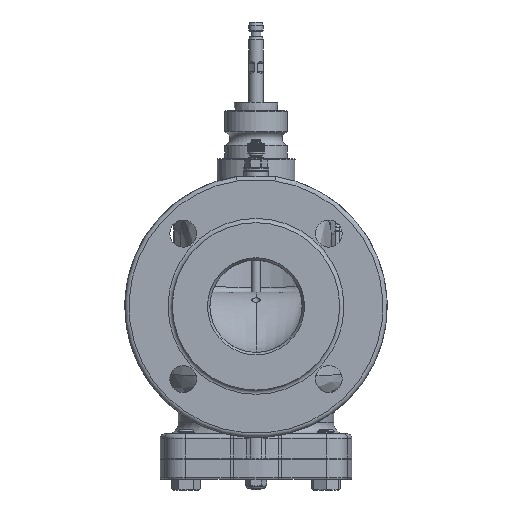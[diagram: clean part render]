
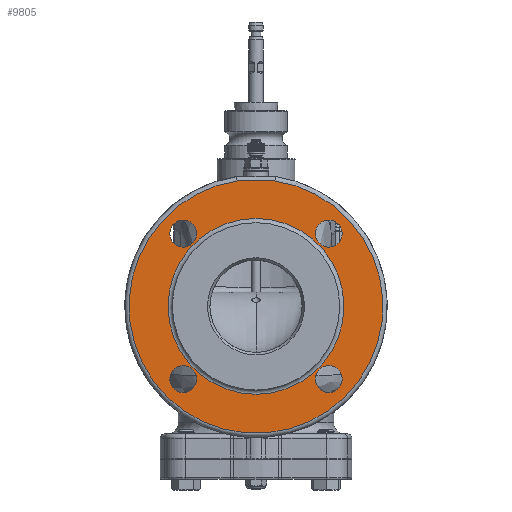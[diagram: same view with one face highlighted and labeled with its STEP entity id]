
A CAD part, front view. The second image highlights one B-rep face of the part: STEP entity #9805.
In plain terms, the highlighted planar face has unit normal (0, -1, 0).
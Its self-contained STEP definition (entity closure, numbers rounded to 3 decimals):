
#903=PLANE('',#42917);
#2673=LINE('',#82823,#4856);
#4856=VECTOR('',#47241,1.);
#9805=ADVANCED_FACE('',(#14945,#14946,#14947,#14948,#14949,#14950),#903,
 .F.);
#14945=FACE_BOUND('',#15794,.T.);
#14946=FACE_BOUND('',#15795,.T.);
#14947=FACE_BOUND('',#15796,.T.);
#14948=FACE_BOUND('',#15797,.T.);
#14949=FACE_BOUND('',#15798,.T.);
#14950=FACE_BOUND('',#15799,.T.);
#15794=EDGE_LOOP('',(#19622));
#15795=EDGE_LOOP('',(#19623));
#15796=EDGE_LOOP('',(#19624));
#15797=EDGE_LOOP('',(#19625));
#15798=EDGE_LOOP('',(#19626));
#15799=EDGE_LOOP('',(#19627,#19628));
#19622=ORIENTED_EDGE('',*,*,#35464,.F.);
#19623=ORIENTED_EDGE('',*,*,#35465,.F.);
#19624=ORIENTED_EDGE('',*,*,#35466,.F.);
#19625=ORIENTED_EDGE('',*,*,#35467,.F.);
#19626=ORIENTED_EDGE('',*,*,#35468,.T.);
#19627=ORIENTED_EDGE('',*,*,#35469,.T.);
#19628=ORIENTED_EDGE('',*,*,#35470,.T.);
#31535=VERTEX_POINT('',#82814);
#31536=VERTEX_POINT('',#82816);
#31537=VERTEX_POINT('',#82818);
#31538=VERTEX_POINT('',#82820);
#31539=VERTEX_POINT('',#82822);
#31540=VERTEX_POINT('',#82824);
#31541=VERTEX_POINT('',#82825);
#35464=EDGE_CURVE('',#31535,#31535,#40947,.T.);
#35465=EDGE_CURVE('',#31536,#31536,#40948,.T.);
#35466=EDGE_CURVE('',#31537,#31537,#40949,.T.);
#35467=EDGE_CURVE('',#31538,#31538,#40950,.T.);
#35468=EDGE_CURVE('',#31539,#31539,#40951,.T.);
#35469=EDGE_CURVE('',#31540,#31541,#2673,.T.);
#35470=EDGE_CURVE('',#31541,#31540,#40952,.T.);
#40947=CIRCLE('',#42911,9.5);
#40948=CIRCLE('',#42912,9.5);
#40949=CIRCLE('',#42913,9.5);
#40950=CIRCLE('',#42914,9.5);
#40951=CIRCLE('',#42915,62.);
#40952=CIRCLE('',#42916,89.5);
#42911=AXIS2_PLACEMENT_3D('',#82813,#47231,#47232);
#42912=AXIS2_PLACEMENT_3D('',#82815,#47233,#47234);
#42913=AXIS2_PLACEMENT_3D('',#82817,#47235,#47236);
#42914=AXIS2_PLACEMENT_3D('',#82819,#47237,#47238);
#42915=AXIS2_PLACEMENT_3D('',#82821,#47239,#47240);
#42916=AXIS2_PLACEMENT_3D('',#82826,#47242,#47243);
#42917=AXIS2_PLACEMENT_3D('',#82827,#47244,#47245);
#47231=DIRECTION('',(0.,-1.,0.));
#47232=DIRECTION('',(0.,0.,1.));
#47233=DIRECTION('',(0.,-1.,0.));
#47234=DIRECTION('',(0.,0.,1.));
#47235=DIRECTION('',(0.,-1.,0.));
#47236=DIRECTION('',(0.,0.,1.));
#47237=DIRECTION('',(0.,-1.,0.));
#47238=DIRECTION('',(0.,0.,1.));
#47239=DIRECTION('',(0.,1.,0.));
#47240=DIRECTION('',(0.,0.,1.));
#47241=DIRECTION('',(-1.,0.,0.));
#47242=DIRECTION('',(0.,-1.,0.));
#47243=DIRECTION('',(0.,0.,1.));
#47244=DIRECTION('',(0.,1.,0.));
#47245=DIRECTION('',(0.,0.,1.));
#82813=CARTESIAN_POINT('',(-51.265,-142.,-51.265));
#82814=CARTESIAN_POINT('',(-51.265,-142.,-41.765));
#82815=CARTESIAN_POINT('',(-51.265,-142.,51.265));
#82816=CARTESIAN_POINT('',(-51.265,-142.,60.765));
#82817=CARTESIAN_POINT('',(51.265,-142.,-51.265));
#82818=CARTESIAN_POINT('',(51.265,-142.,-41.765));
#82819=CARTESIAN_POINT('',(51.265,-142.,51.265));
#82820=CARTESIAN_POINT('',(51.265,-142.,60.765));
#82821=CARTESIAN_POINT('',(-0.001,-142.,0.));
#82822=CARTESIAN_POINT('',(-0.001,-142.,62.));
#82823=CARTESIAN_POINT('',(-13.566,-142.,88.5));
#82824=CARTESIAN_POINT('',(13.34,-142.,88.5));
#82825=CARTESIAN_POINT('',(-13.343,-142.,88.5));
#82826=CARTESIAN_POINT('',(-0.001,-142.,0.));
#82827=CARTESIAN_POINT('',(-0.001,-142.,0.));
